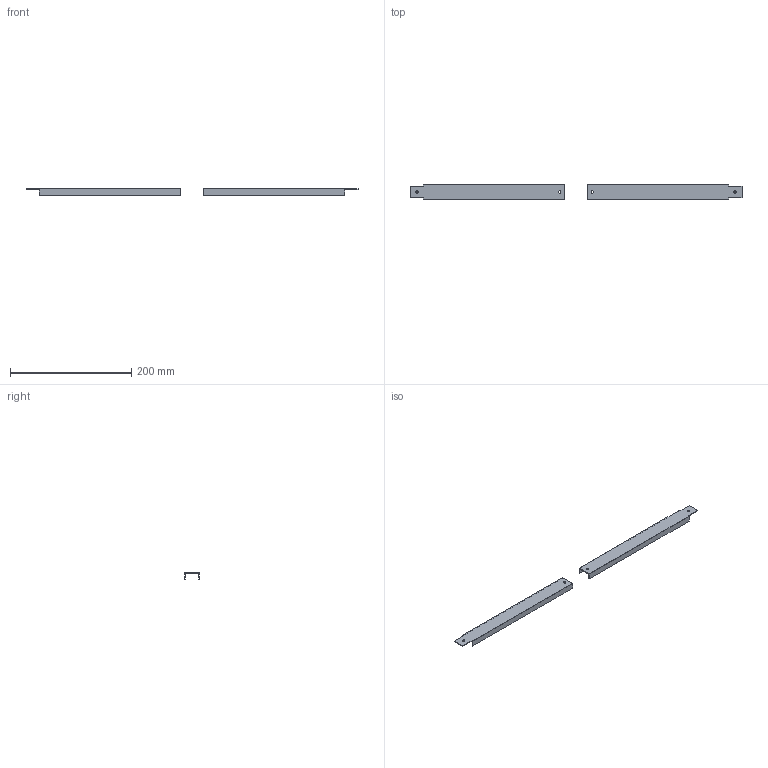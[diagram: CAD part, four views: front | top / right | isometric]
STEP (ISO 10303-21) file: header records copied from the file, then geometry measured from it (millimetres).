
FILE_DESCRIPTION((''),'2;1');
FILE_NAME('CP_BH_2__ASM_1_ASM','2023-02-09T09:36:01',('klemen.sitar'),('Audax d.o.o.'),'CREO PARAMETRIC BY PTC INC, 2021304','CREO PARAMETRIC BY PTC INC, 2021304','');
FILE_SCHEMA(('AP242_MANAGED_MODEL_BASED_3D_ENGINEERING_MIM_LF { 1 0 10303 442 1 1 4 }'));
Length unit declared in the file: millimetre
Products named in the file (3): PRT0006_1_1; PRT0006_1_2; CP_BH_2__ASM_1_ASM
Assembly tree (2 placements, depth 2):
  CP_BH_2__ASM_1_ASM
    PRT0006_1_1
    PRT0006_1_2
Bounding box: 547 x 23.5 x 10 mm (x, y, z)
Volume: 20128.1 mm3; surface area: 41490.4 mm2
Topology: 2 solids, 2 shells, 36 faces, 98 edges, 68 vertices
Faces by surface type: plane 28, cylinder 8
Entity records: 2110 total; most frequent: CARTESIAN_POINT 216, DIRECTION 208, ORIENTED_EDGE 192, PRESENTATION_STYLE_ASSIGNMENT 139, STYLED_ITEM 139, CURVE_STYLE 101, EDGE_CURVE 96, VECTOR 82
